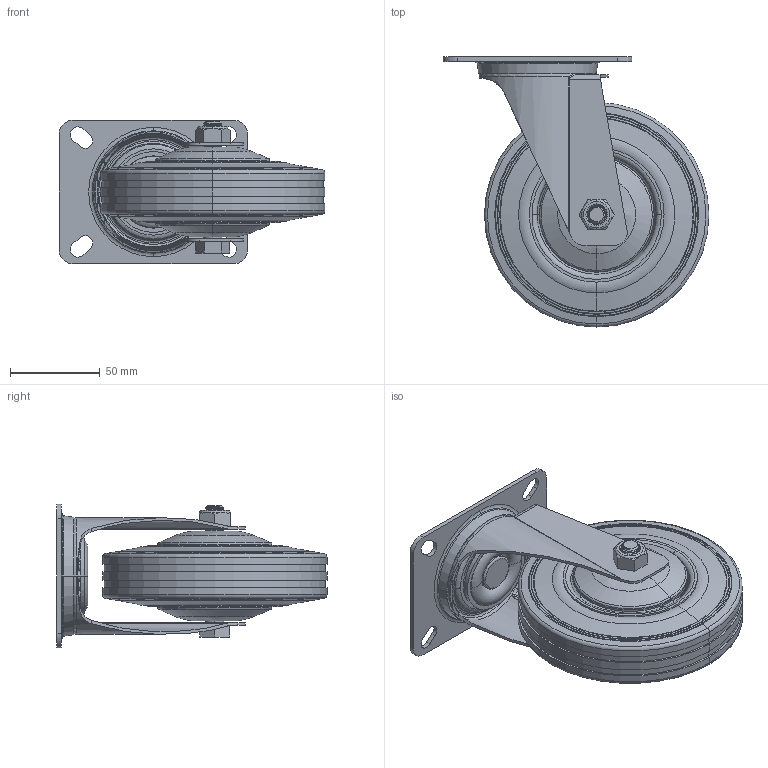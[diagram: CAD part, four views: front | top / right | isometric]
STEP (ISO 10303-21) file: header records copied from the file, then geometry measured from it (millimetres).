
FILE_DESCRIPTION((''),'2;1');
FILE_NAME('L400-B55-125_ASM','2012-09-13T',('N6001'),(''),'PRO/ENGINEER BY PARAMETRIC TECHNOLOGY CORPORATION, 2008380','PRO/ENGINEER BY PARAMETRIC TECHNOLOGY CORPORATION, 2008380','');
FILE_SCHEMA(('CONFIG_CONTROL_DESIGN'));
Length unit declared in the file: millimetre
Products named in the file (18): ZHIJIA; BIGBALLS; SMALLBALLS; XIABOPAN; LUOSI; LUOMU; DIBAN; MAODING-SHACHE; DANLUN-125JIAOBIAN; DANLUN-125LUNFU; DANLUN-ZHULONG; DANLUN-BOTIAO; DANLUN-MAODING; B55-125_ASM; TAOGUAN; FANCHENQUAN; FANCHENGAI; L400-B55-125_ASM
Assembly tree (21 placements, depth 3):
  L400-B55-125_ASM
    ZHIJIA
    BIGBALLS
    SMALLBALLS
    XIABOPAN
    LUOSI
    LUOMU
    DIBAN
    MAODING-SHACHE
    B55-125_ASM
      DANLUN-125JIAOBIAN
      DANLUN-125LUNFU  x2
      DANLUN-ZHULONG
      DANLUN-BOTIAO
      DANLUN-MAODING  x3
    TAOGUAN
    FANCHENQUAN
    FANCHENGAI  x2
Bounding box: 147.97 x 150.28 x 80 mm (x, y, z)
Volume: 348635.2 mm3; surface area: 159477.4 mm2
Topology: 59 solids, 59 shells, 707 faces, 1711 edges, 1006 vertices
Faces by surface type: cylinder 213, plane 168, torus 126, cone 73, sphere 68, bspline 55, revolution 4
Entity records: 25855 total; most frequent: CARTESIAN_POINT 11225, DIRECTION 3172, ORIENTED_EDGE 2810, EDGE_CURVE 1405, AXIS2_PLACEMENT_3D 1333, VERTEX_POINT 902, EDGE_LOOP 721, CIRCLE 709
